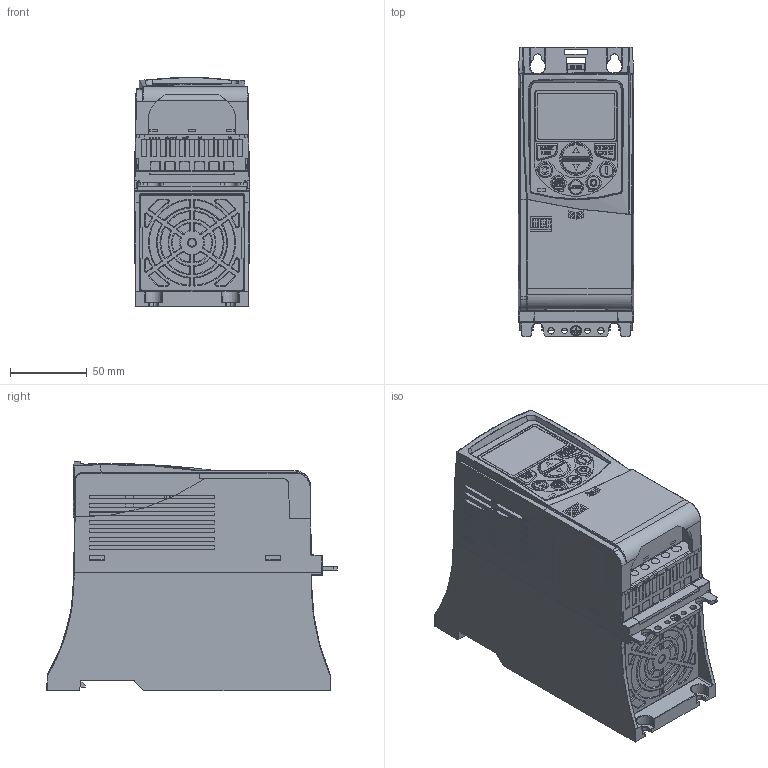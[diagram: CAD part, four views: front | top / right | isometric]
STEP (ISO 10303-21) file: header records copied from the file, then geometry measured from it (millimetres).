
FILE_DESCRIPTION (( 'STEP AP214' ), '1' );
FILE_NAME ('CFW50X_FRAME_A_NEMA1_PAR R1b red1 ext2 Bclr 2dB.STEP', '2021-04-20T00:30:05', ( '' ), ( '' ), 'SwSTEP 2.0', 'SolidWorks 2017', '' );
FILE_SCHEMA (( 'AUTOMOTIVE_DESIGN' ));
Length unit declared in the file: inch
Products named in the file (1): CFW50X_FRAME_A_NEMA1_PAR R1b red1 ext2 Bclr 2dB
Bounding box: 75.22 x 189.15 x 149.48 mm (x, y, z)
Volume: 1524408.4 mm3; surface area: 220223.5 mm2
Topology: 14 solids, 17 shells, 3862 faces, 10137 edges, 6366 vertices
Faces by surface type: plane 1785, bspline 928, cylinder 686, cone 463
Entity records: 151583 total; most frequent: CARTESIAN_POINT 60268, ORIENTED_EDGE 20234, DIRECTION 15691, EDGE_CURVE 10117, VERTEX_POINT 6366, VECTOR 5905, LINE 5905, AXIS2_PLACEMENT_3D 4893
